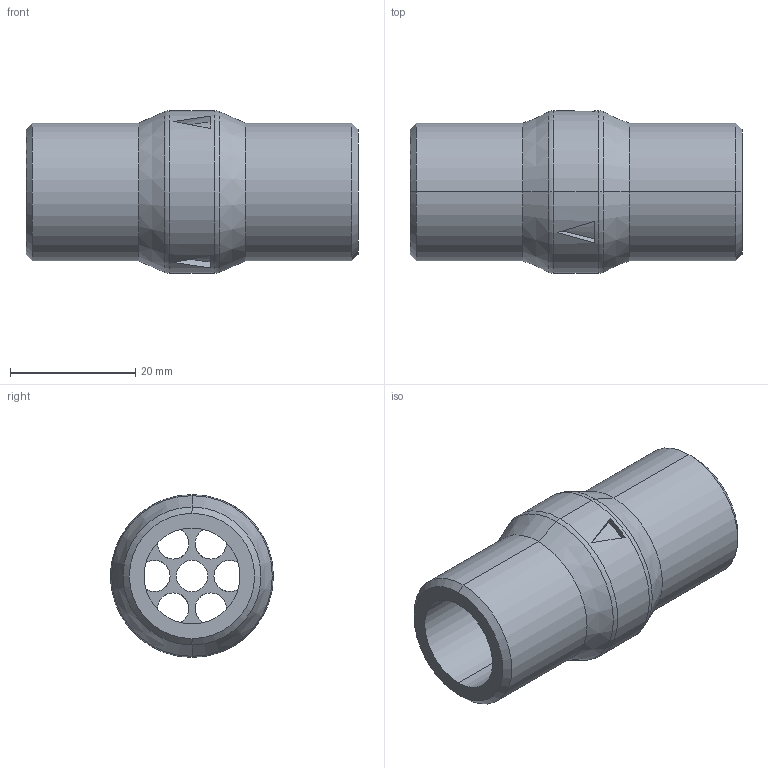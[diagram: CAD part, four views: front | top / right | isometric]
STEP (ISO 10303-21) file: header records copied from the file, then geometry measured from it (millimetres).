
FILE_DESCRIPTION (( 'STEP AP214' ), '1' );
FILE_NAME ('OWV.STEP', '2020-03-25T06:10:41', ( '' ), ( '' ), 'SwSTEP 2.0', 'SolidWorks 2020', '' );
FILE_SCHEMA (( 'AUTOMOTIVE_DESIGN' ));
Length unit declared in the file: millimetre
Products named in the file (1): OWV
Bounding box: 53 x 26 x 26 mm (x, y, z)
Volume: 11442.7 mm3; surface area: 7454.3 mm2
Topology: 1 solids, 1 shells, 79 faces, 192 edges, 114 vertices
Faces by surface type: cylinder 29, torus 17, bspline 15, cone 14, plane 4
Entity records: 2913 total; most frequent: CARTESIAN_POINT 1097, ORIENTED_EDGE 384, DIRECTION 360, EDGE_CURVE 192, AXIS2_PLACEMENT_3D 160, VERTEX_POINT 114, CIRCLE 95, EDGE_LOOP 92
